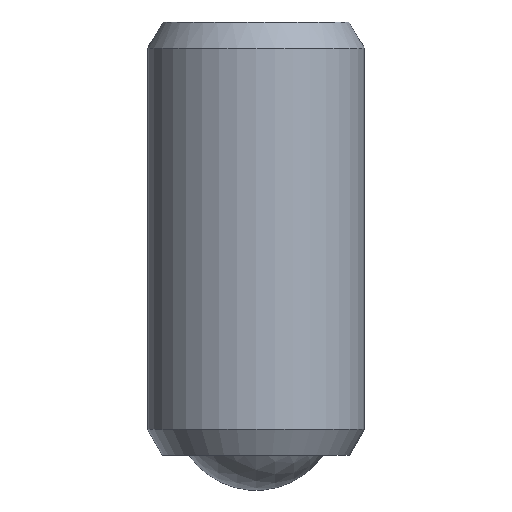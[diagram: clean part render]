
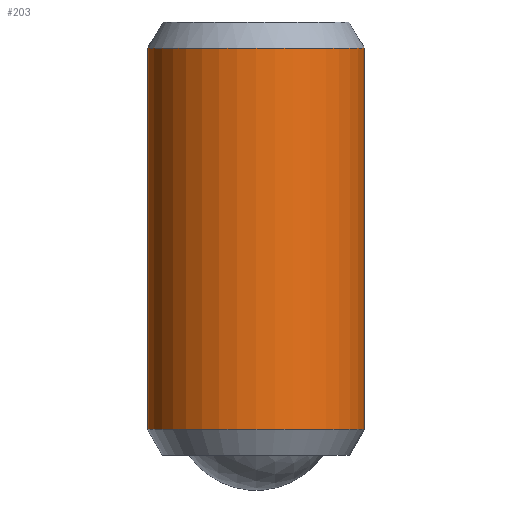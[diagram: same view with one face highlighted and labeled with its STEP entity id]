
A CAD part, front view. The second image highlights one B-rep face of the part: STEP entity #203.
In plain terms, the highlighted cylindrical face has radius 1.59 mm (diameter 3.18 mm), a partial arc.
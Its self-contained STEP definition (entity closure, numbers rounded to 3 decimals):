
#87=EDGE_CURVE('',#137,#125,#230,.T.);
#95=EDGE_CURVE('',#115,#193,#239,.T.);
#103=EDGE_CURVE('',#115,#137,#249,.T.);
#115=VERTEX_POINT('',#262);
#125=VERTEX_POINT('',#275);
#127=EDGE_CURVE('',#125,#193,#277,.T.);
#137=VERTEX_POINT('',#287);
#193=VERTEX_POINT('',#349);
#203=ADVANCED_FACE('',(#359),#360,.T.);
#230=CIRCLE('',#379,1.59);
#239=CIRCLE('',#390,1.59);
#249=LINE('',#402,#403);
#262=CARTESIAN_POINT('',(-1.59,0.,6.478));
#275=CARTESIAN_POINT('',(1.59,0.,0.892));
#277=LINE('',#447,#448);
#287=CARTESIAN_POINT('',(-1.59,0.,0.892));
#349=CARTESIAN_POINT('',(1.59,0.,6.478));
#359=FACE_OUTER_BOUND('',#580,.T.);
#360=CYLINDRICAL_SURFACE('',#581,1.59);
#379=AXIS2_PLACEMENT_3D('',#595,#596,#597);
#390=AXIS2_PLACEMENT_3D('',#607,#608,#609);
#402=CARTESIAN_POINT('',(-1.59,0.,3.685));
#403=VECTOR('',#633,1.0);
#447=CARTESIAN_POINT('',(1.59,0.,3.685));
#448=VECTOR('',#676,1.0);
#580=EDGE_LOOP('',(#752,#753,#754,#755));
#581=AXIS2_PLACEMENT_3D('',#756,#757,#758);
#595=CARTESIAN_POINT('',(0.,0.0,0.892));
#596=DIRECTION('',(0.,0.0,1.0));
#597=DIRECTION('',(1.0,0.,0.));
#607=CARTESIAN_POINT('',(0.,0.0,6.478));
#608=DIRECTION('',(0.,0.0,1.0));
#609=DIRECTION('',(1.0,0.,0.));
#633=DIRECTION('',(0.,-0.0,-1.0));
#676=DIRECTION('',(0.,0.0,1.0));
#752=ORIENTED_EDGE('',*,*,#127,.T.);
#753=ORIENTED_EDGE('',*,*,#95,.F.);
#754=ORIENTED_EDGE('',*,*,#103,.T.);
#755=ORIENTED_EDGE('',*,*,#87,.T.);
#756=CARTESIAN_POINT('',(0.,0.0,3.685));
#757=DIRECTION('',(0.,-0.0,-1.0));
#758=DIRECTION('',(1.0,0.,0.));
